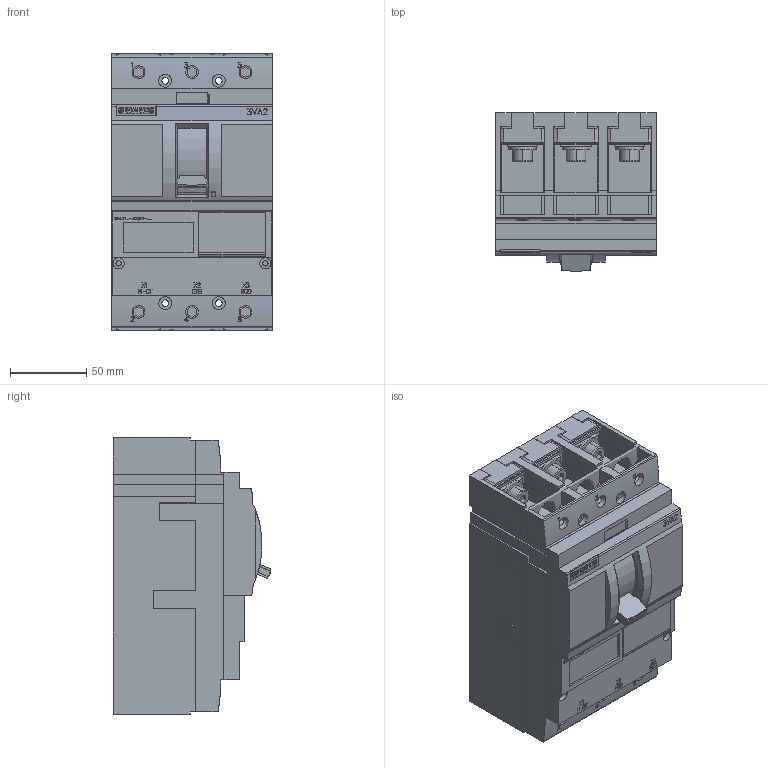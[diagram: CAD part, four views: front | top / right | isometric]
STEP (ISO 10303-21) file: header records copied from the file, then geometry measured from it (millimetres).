
FILE_DESCRIPTION(('no description'),'unknown implementation level');
FILE_NAME('3VA21xxxKQ32_0104635_100__3D_v.stp',' ',('SIEMENS A&D'),('CADClick - KiM GmbH - www.kimweb.de'),'unknown preprocess','ACIS','unknown authorization');
FILE_SCHEMA(('automotive_design'));
Length unit declared in the file: millimetre
Products named in the file (2): 1; 2
Bounding box: 105 x 103.41 x 181 mm (x, y, z)
Volume: 1403314.3 mm3; surface area: 165098.5 mm2
Topology: 2 solids, 5 shells, 1864 faces, 5277 edges, 3514 vertices
Faces by surface type: plane 1604, cylinder 234, torus 24, cone 2
Entity records: 119400 total; most frequent: CARTESIAN_POINT 11429, STYLED_ITEM 10649, PRESENTATION_STYLE_ASSIGNMENT 10649, COLOUR_RGB 10649, ORIENTED_EDGE 10538, DIRECTION 9616, EDGE_CURVE 5269, CURVE_STYLE 5269
